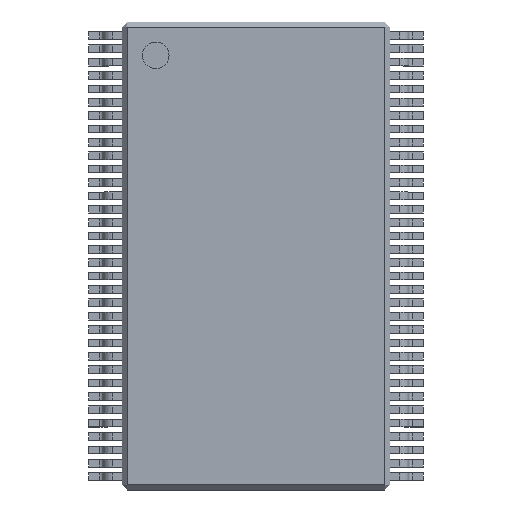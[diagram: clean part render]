
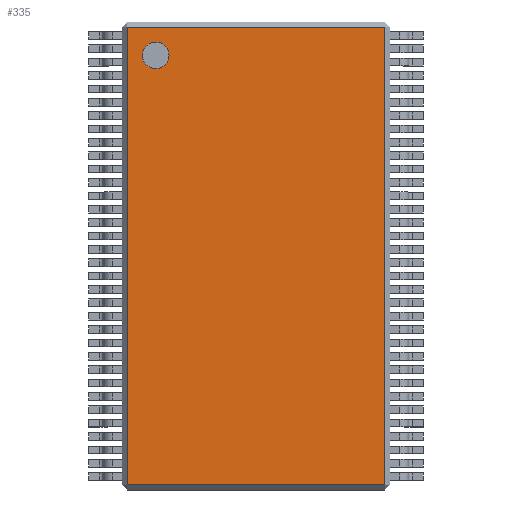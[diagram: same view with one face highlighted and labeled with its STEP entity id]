
A CAD part, top view. The second image highlights one B-rep face of the part: STEP entity #335.
In plain terms, the highlighted planar face has unit normal (0, 0, 1).
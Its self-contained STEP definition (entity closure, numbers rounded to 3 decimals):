
#13=DIRECTION('',(0.,0.,1.));
#14=DIRECTION('',(1.,0.,0.));
#131=VECTOR('',#132,1.);
#132=DIRECTION('',(0.,1.,0.));
#206=VERTEX_POINT('',#207);
#207=CARTESIAN_POINT('',(-3.85,-6.85,1.2));
#214=VERTEX_POINT('',#215);
#215=CARTESIAN_POINT('',(-3.85,6.85,1.2));
#220=ORIENTED_EDGE('',*,*,#221,.F.);
#221=EDGE_CURVE('',#206,#214,#222,.T.);
#222=LINE('',#223,#131);
#223=CARTESIAN_POINT('',(-3.85,-7.,1.2));
#292=VECTOR('',#14,1.);
#335=ADVANCED_FACE('',(#336,#354),#363,.T.);
#336=FACE_BOUND('',#337,.T.);
#337=EDGE_LOOP('',(#220,#338,#344,#350));
#338=ORIENTED_EDGE('',*,*,#339,.T.);
#339=EDGE_CURVE('',#206,#340,#342,.T.);
#340=VERTEX_POINT('',#341);
#341=CARTESIAN_POINT('',(3.85,-6.85,1.2));
#342=LINE('',#343,#292);
#343=CARTESIAN_POINT('',(-4.,-6.85,1.2));
#344=ORIENTED_EDGE('',*,*,#345,.T.);
#345=EDGE_CURVE('',#340,#346,#348,.T.);
#346=VERTEX_POINT('',#347);
#347=CARTESIAN_POINT('',(3.85,6.85,1.2));
#348=LINE('',#349,#131);
#349=CARTESIAN_POINT('',(3.85,-7.,1.2));
#350=ORIENTED_EDGE('',*,*,#351,.F.);
#351=EDGE_CURVE('',#214,#346,#352,.T.);
#352=LINE('',#353,#292);
#353=CARTESIAN_POINT('',(-4.,6.85,1.2));
#354=FACE_BOUND('',#355,.T.);
#355=EDGE_LOOP('',(#356));
#356=ORIENTED_EDGE('',*,*,#357,.F.);
#357=EDGE_CURVE('',#358,#358,#360,.T.);
#358=VERTEX_POINT('',#359);
#359=CARTESIAN_POINT('',(-2.6,6.,1.2));
#360=CIRCLE('',#361,0.4);
#361=AXIS2_PLACEMENT_3D('',#362,#13,#14);
#362=CARTESIAN_POINT('',(-3.,6.,1.2));
#363=PLANE('',#364);
#364=AXIS2_PLACEMENT_3D('',#365,#13,#14);
#365=CARTESIAN_POINT('',(-4.,-7.,1.2));
